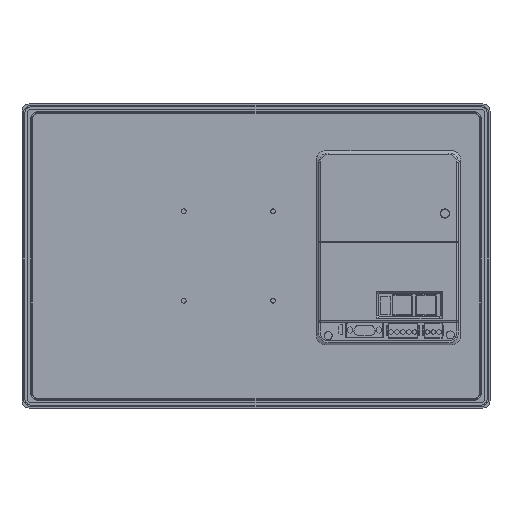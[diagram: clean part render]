
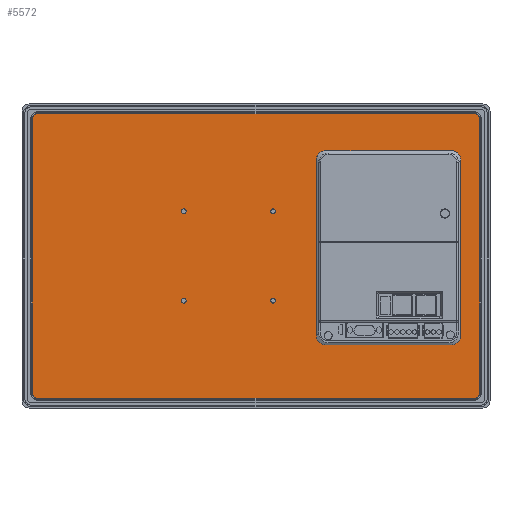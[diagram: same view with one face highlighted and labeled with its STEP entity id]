
A CAD part, top view. The second image highlights one B-rep face of the part: STEP entity #5572.
In plain terms, the highlighted planar face has unit normal (0, 0, 1).
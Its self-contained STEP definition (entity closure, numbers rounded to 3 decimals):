
#8 = ORIENTED_EDGE ( 'NONE', *, *, #4837, .T. ) ;
#207 = AXIS2_PLACEMENT_3D ( 'NONE', #669, #1462, #5274 ) ;
#225 = CARTESIAN_POINT ( 'NONE',  ( -183., 119.474, 22.1 ) ) ;
#284 = CIRCLE ( 'NONE', #2744, 2. ) ;
#405 = VERTEX_POINT ( 'NONE', #5391 ) ;
#414 = CARTESIAN_POINT ( 'NONE',  ( 16.326, -37.5, 22.1 ) ) ;
#470 = CIRCLE ( 'NONE', #4095, 2. ) ;
#572 = EDGE_CURVE ( 'NONE', #9634, #2602, #11673, .T. ) ;
#593 = VERTEX_POINT ( 'NONE', #2439 ) ;
#604 = VECTOR ( 'NONE', #7972, 1000. ) ;
#659 = ORIENTED_EDGE ( 'NONE', *, *, #572, .T. ) ;
#664 = FACE_BOUND ( 'NONE', #7284, .T. ) ;
#669 = CARTESIAN_POINT ( 'NONE',  ( -60.674, -37.5, 22.1 ) ) ;
#740 = DIRECTION ( 'NONE',  ( 0., 1., 0. ) ) ;
#824 = ORIENTED_EDGE ( 'NONE', *, *, #7166, .T. ) ;
#840 = CARTESIAN_POINT ( 'NONE',  ( 14.326, -37.5, 22.1 ) ) ;
#943 = ORIENTED_EDGE ( 'NONE', *, *, #3324, .T. ) ;
#1123 = DIRECTION ( 'NONE',  ( 0., 0., 1. ) ) ;
#1219 = AXIS2_PLACEMENT_3D ( 'NONE', #7479, #8455, #2026 ) ;
#1247 = CIRCLE ( 'NONE', #7170, 2. ) ;
#1271 = DIRECTION ( 'NONE',  ( 1., 0., 0. ) ) ;
#1448 = CARTESIAN_POINT ( 'NONE',  ( 183., 119.474, 22.1 ) ) ;
#1462 = DIRECTION ( 'NONE',  ( 0., 0., 1. ) ) ;
#1465 = DIRECTION ( 'NONE',  ( 0., 0., 1. ) ) ;
#1578 = ORIENTED_EDGE ( 'NONE', *, *, #10446, .T. ) ;
#1607 = VERTEX_POINT ( 'NONE', #3662 ) ;
#1754 = DIRECTION ( 'NONE',  ( 1., 0., 0. ) ) ;
#1885 = CIRCLE ( 'NONE', #5707, 2. ) ;
#1982 = CARTESIAN_POINT ( 'NONE',  ( -60.674, -37.5, 22.1 ) ) ;
#2026 = DIRECTION ( 'NONE',  ( 1., 0., 0. ) ) ;
#2279 = VERTEX_POINT ( 'NONE', #8758 ) ;
#2330 = VERTEX_POINT ( 'NONE', #7955 ) ;
#2429 = DIRECTION ( 'NONE',  ( 1., 0., 0. ) ) ;
#2439 = CARTESIAN_POINT ( 'NONE',  ( -187.474, -115., 22.1 ) ) ;
#2505 = DIRECTION ( 'NONE',  ( 1., 0., 0. ) ) ;
#2602 = VERTEX_POINT ( 'NONE', #225 ) ;
#2648 = CIRCLE ( 'NONE', #6494, 2. ) ;
#2744 = AXIS2_PLACEMENT_3D ( 'NONE', #11318, #10227, #7006 ) ;
#2904 = DIRECTION ( 'NONE',  ( 1., 0., 0. ) ) ;
#2995 = ORIENTED_EDGE ( 'NONE', *, *, #4139, .T. ) ;
#3324 = EDGE_CURVE ( 'NONE', #8047, #9634, #4915, .T. ) ;
#3342 = LINE ( 'NONE', #4295, #604 ) ;
#3587 = VERTEX_POINT ( 'NONE', #6579 ) ;
#3589 = EDGE_LOOP ( 'NONE', ( #4465, #3769 ) ) ;
#3662 = CARTESIAN_POINT ( 'NONE',  ( -187.474, 115., 22.1 ) ) ;
#3769 = ORIENTED_EDGE ( 'NONE', *, *, #5626, .F. ) ;
#3788 = EDGE_LOOP ( 'NONE', ( #1578, #7058, #824, #2995, #9890, #8, #943, #659 ) ) ;
#3812 = CIRCLE ( 'NONE', #6702, 4.474 ) ;
#3985 = ORIENTED_EDGE ( 'NONE', *, *, #11251, .F. ) ;
#4086 = CARTESIAN_POINT ( 'NONE',  ( -183., -119.474, 22.1 ) ) ;
#4095 = AXIS2_PLACEMENT_3D ( 'NONE', #6371, #9272, #6553 ) ;
#4105 = EDGE_CURVE ( 'NONE', #4486, #8991, #1885, .T. ) ;
#4139 = EDGE_CURVE ( 'NONE', #9059, #2279, #8678, .T. ) ;
#4237 = EDGE_CURVE ( 'NONE', #2279, #8777, #9568, .T. ) ;
#4239 = DIRECTION ( 'NONE',  ( -1., 0., 0. ) ) ;
#4295 = CARTESIAN_POINT ( 'NONE',  ( -187.474, 115., 22.1 ) ) ;
#4415 = FACE_BOUND ( 'NONE', #11610, .T. ) ;
#4434 = CARTESIAN_POINT ( 'NONE',  ( -62.674, -37.5, 22.1 ) ) ;
#4465 = ORIENTED_EDGE ( 'NONE', *, *, #4105, .F. ) ;
#4486 = VERTEX_POINT ( 'NONE', #414 ) ;
#4650 = CARTESIAN_POINT ( 'NONE',  ( 187.474, -115., 22.1 ) ) ;
#4698 = CARTESIAN_POINT ( 'NONE',  ( 14.326, 37.5, 22.1 ) ) ;
#4837 = EDGE_CURVE ( 'NONE', #8777, #8047, #9100, .T. ) ;
#4915 = CIRCLE ( 'NONE', #9751, 4.474 ) ;
#5051 = DIRECTION ( 'NONE',  ( 1., 0., 0. ) ) ;
#5102 = ORIENTED_EDGE ( 'NONE', *, *, #11718, .F. ) ;
#5274 = DIRECTION ( 'NONE',  ( 1., 0., 0. ) ) ;
#5357 = CIRCLE ( 'NONE', #207, 2. ) ;
#5391 = CARTESIAN_POINT ( 'NONE',  ( 12.326, 37.5, 22.1 ) ) ;
#5572 = ADVANCED_FACE ( 'NONE', ( #6175, #4415, #664, #7192, #8840 ), #7921, .F. ) ;
#5626 = EDGE_CURVE ( 'NONE', #8991, #4486, #2648, .T. ) ;
#5707 = AXIS2_PLACEMENT_3D ( 'NONE', #8553, #1465, #5889 ) ;
#5889 = DIRECTION ( 'NONE',  ( 1., 0., 0. ) ) ;
#5967 = VECTOR ( 'NONE', #4239, 1000. ) ;
#6042 = DIRECTION ( 'NONE',  ( 0., 0., 1. ) ) ;
#6175 = FACE_BOUND ( 'NONE', #11270, .T. ) ;
#6185 = CIRCLE ( 'NONE', #8706, 4.474 ) ;
#6371 = CARTESIAN_POINT ( 'NONE',  ( 14.326, 37.5, 22.1 ) ) ;
#6494 = AXIS2_PLACEMENT_3D ( 'NONE', #840, #10776, #2505 ) ;
#6553 = DIRECTION ( 'NONE',  ( 1., 0., 0. ) ) ;
#6570 = VERTEX_POINT ( 'NONE', #4434 ) ;
#6579 = CARTESIAN_POINT ( 'NONE',  ( -58.674, 37.5, 22.1 ) ) ;
#6702 = AXIS2_PLACEMENT_3D ( 'NONE', #8409, #9383, #1271 ) ;
#6719 = DIRECTION ( 'NONE',  ( 1., 0., 0. ) ) ;
#7000 = CARTESIAN_POINT ( 'NONE',  ( 183., 115., 22.1 ) ) ;
#7006 = DIRECTION ( 'NONE',  ( 1., 0., 0. ) ) ;
#7058 = ORIENTED_EDGE ( 'NONE', *, *, #8600, .T. ) ;
#7111 = AXIS2_PLACEMENT_3D ( 'NONE', #4698, #11179, #11241 ) ;
#7166 = EDGE_CURVE ( 'NONE', #593, #9059, #3812, .T. ) ;
#7170 = AXIS2_PLACEMENT_3D ( 'NONE', #1982, #7565, #6719 ) ;
#7192 = FACE_BOUND ( 'NONE', #3589, .T. ) ;
#7284 = EDGE_LOOP ( 'NONE', ( #10317, #8616 ) ) ;
#7342 = CIRCLE ( 'NONE', #1219, 2. ) ;
#7479 = CARTESIAN_POINT ( 'NONE',  ( -60.674, 37.5, 22.1 ) ) ;
#7565 = DIRECTION ( 'NONE',  ( 0., 0., 1. ) ) ;
#7755 = CARTESIAN_POINT ( 'NONE',  ( 187.474, 115., 22.1 ) ) ;
#7796 = CARTESIAN_POINT ( 'NONE',  ( -58.674, -37.5, 22.1 ) ) ;
#7847 = AXIS2_PLACEMENT_3D ( 'NONE', #9863, #10886, #8896 ) ;
#7921 = PLANE ( 'NONE',  #7847 ) ;
#7955 = CARTESIAN_POINT ( 'NONE',  ( -62.674, 37.5, 22.1 ) ) ;
#7972 = DIRECTION ( 'NONE',  ( 0., -1., 0. ) ) ;
#8003 = VECTOR ( 'NONE', #5051, 1000. ) ;
#8047 = VERTEX_POINT ( 'NONE', #7755 ) ;
#8063 = EDGE_CURVE ( 'NONE', #6570, #9752, #5357, .T. ) ;
#8193 = CARTESIAN_POINT ( 'NONE',  ( -183., -119.474, 22.1 ) ) ;
#8409 = CARTESIAN_POINT ( 'NONE',  ( -183., -115., 22.1 ) ) ;
#8455 = DIRECTION ( 'NONE',  ( 0., 0., 1. ) ) ;
#8553 = CARTESIAN_POINT ( 'NONE',  ( 14.326, -37.5, 22.1 ) ) ;
#8600 = EDGE_CURVE ( 'NONE', #1607, #593, #3342, .T. ) ;
#8616 = ORIENTED_EDGE ( 'NONE', *, *, #10468, .F. ) ;
#8678 = LINE ( 'NONE', #4086, #8003 ) ;
#8706 = AXIS2_PLACEMENT_3D ( 'NONE', #9424, #1123, #2904 ) ;
#8758 = CARTESIAN_POINT ( 'NONE',  ( 183., -119.474, 22.1 ) ) ;
#8777 = VERTEX_POINT ( 'NONE', #4650 ) ;
#8840 = FACE_OUTER_BOUND ( 'NONE', #3788, .T. ) ;
#8873 = VERTEX_POINT ( 'NONE', #9496 ) ;
#8896 = DIRECTION ( 'NONE',  ( -1., 0., 0. ) ) ;
#8975 = CARTESIAN_POINT ( 'NONE',  ( 187.474, -115., 22.1 ) ) ;
#8991 = VERTEX_POINT ( 'NONE', #10695 ) ;
#9059 = VERTEX_POINT ( 'NONE', #8193 ) ;
#9100 = LINE ( 'NONE', #8975, #10737 ) ;
#9192 = EDGE_CURVE ( 'NONE', #405, #8873, #9641, .T. ) ;
#9272 = DIRECTION ( 'NONE',  ( 0., 0., 1. ) ) ;
#9383 = DIRECTION ( 'NONE',  ( 0., 0., 1. ) ) ;
#9424 = CARTESIAN_POINT ( 'NONE',  ( -183., 115., 22.1 ) ) ;
#9496 = CARTESIAN_POINT ( 'NONE',  ( 16.326, 37.5, 22.1 ) ) ;
#9568 = CIRCLE ( 'NONE', #10916, 4.474 ) ;
#9634 = VERTEX_POINT ( 'NONE', #10299 ) ;
#9641 = CIRCLE ( 'NONE', #7111, 2. ) ;
#9751 = AXIS2_PLACEMENT_3D ( 'NONE', #7000, #6042, #2429 ) ;
#9752 = VERTEX_POINT ( 'NONE', #7796 ) ;
#9863 = CARTESIAN_POINT ( 'NONE',  ( -183., 115., 22.1 ) ) ;
#9890 = ORIENTED_EDGE ( 'NONE', *, *, #4237, .T. ) ;
#9925 = CARTESIAN_POINT ( 'NONE',  ( 183., -115., 22.1 ) ) ;
#10227 = DIRECTION ( 'NONE',  ( 0., 0., 1. ) ) ;
#10299 = CARTESIAN_POINT ( 'NONE',  ( 183., 119.474, 22.1 ) ) ;
#10317 = ORIENTED_EDGE ( 'NONE', *, *, #11802, .F. ) ;
#10446 = EDGE_CURVE ( 'NONE', #2602, #1607, #6185, .T. ) ;
#10468 = EDGE_CURVE ( 'NONE', #2330, #3587, #7342, .T. ) ;
#10695 = CARTESIAN_POINT ( 'NONE',  ( 12.326, -37.5, 22.1 ) ) ;
#10737 = VECTOR ( 'NONE', #740, 1000. ) ;
#10776 = DIRECTION ( 'NONE',  ( 0., 0., 1. ) ) ;
#10886 = DIRECTION ( 'NONE',  ( 0., 0., -1. ) ) ;
#10916 = AXIS2_PLACEMENT_3D ( 'NONE', #9925, #11819, #1754 ) ;
#11179 = DIRECTION ( 'NONE',  ( 0., 0., 1. ) ) ;
#11195 = ORIENTED_EDGE ( 'NONE', *, *, #9192, .F. ) ;
#11241 = DIRECTION ( 'NONE',  ( 1., 0., 0. ) ) ;
#11251 = EDGE_CURVE ( 'NONE', #8873, #405, #470, .T. ) ;
#11270 = EDGE_LOOP ( 'NONE', ( #5102, #11569 ) ) ;
#11318 = CARTESIAN_POINT ( 'NONE',  ( -60.674, 37.5, 22.1 ) ) ;
#11569 = ORIENTED_EDGE ( 'NONE', *, *, #8063, .F. ) ;
#11610 = EDGE_LOOP ( 'NONE', ( #3985, #11195 ) ) ;
#11673 = LINE ( 'NONE', #1448, #5967 ) ;
#11718 = EDGE_CURVE ( 'NONE', #9752, #6570, #1247, .T. ) ;
#11802 = EDGE_CURVE ( 'NONE', #3587, #2330, #284, .T. ) ;
#11819 = DIRECTION ( 'NONE',  ( 0., 0., 1. ) ) ;
